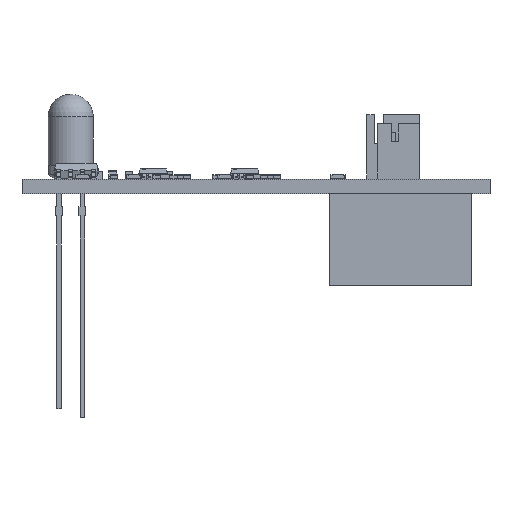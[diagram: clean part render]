
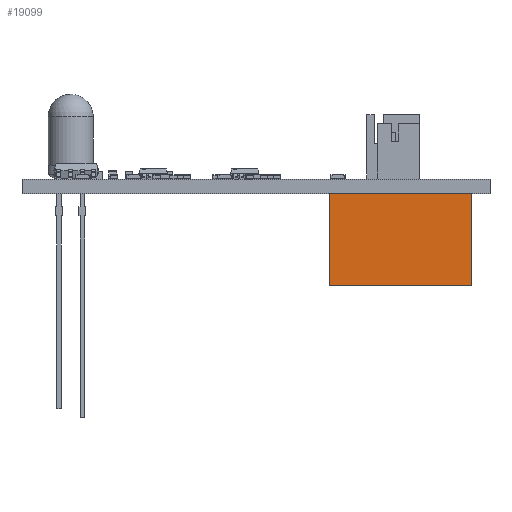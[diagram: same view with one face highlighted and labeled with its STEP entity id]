
A CAD part, front view. The second image highlights one B-rep face of the part: STEP entity #19099.
In plain terms, the highlighted planar face has unit normal (0, -1, 0).
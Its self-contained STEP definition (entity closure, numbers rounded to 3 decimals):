
#19001 = EDGE_CURVE('',#19002,#19004,#19006,.T.);
#19002 = VERTEX_POINT('',#19003);
#19003 = CARTESIAN_POINT('',(-7.747,-3.175,0.));
#19004 = VERTEX_POINT('',#19005);
#19005 = CARTESIAN_POINT('',(-7.747,-3.175,10.));
#19006 = LINE('',#19007,#19008);
#19007 = CARTESIAN_POINT('',(-7.747,-3.175,0.));
#19008 = VECTOR('',#19009,1.);
#19009 = DIRECTION('',(0.,0.,1.));
#19074 = VERTEX_POINT('',#19075);
#19075 = CARTESIAN_POINT('',(7.747,-3.175,10.));
#19081 = EDGE_CURVE('',#19082,#19074,#19084,.T.);
#19082 = VERTEX_POINT('',#19083);
#19083 = CARTESIAN_POINT('',(7.747,-3.175,0.));
#19084 = LINE('',#19085,#19086);
#19085 = CARTESIAN_POINT('',(7.747,-3.175,0.));
#19086 = VECTOR('',#19087,1.);
#19087 = DIRECTION('',(0.,0.,1.));
#19099 = ADVANCED_FACE('',(#19100),#19116,.T.);
#19100 = FACE_BOUND('',#19101,.T.);
#19101 = EDGE_LOOP('',(#19102,#19103,#19109,#19110));
#19102 = ORIENTED_EDGE('',*,*,#19081,.T.);
#19103 = ORIENTED_EDGE('',*,*,#19104,.T.);
#19104 = EDGE_CURVE('',#19074,#19004,#19105,.T.);
#19105 = LINE('',#19106,#19107);
#19106 = CARTESIAN_POINT('',(7.747,-3.175,10.));
#19107 = VECTOR('',#19108,1.);
#19108 = DIRECTION('',(-1.,0.,0.));
#19109 = ORIENTED_EDGE('',*,*,#19001,.F.);
#19110 = ORIENTED_EDGE('',*,*,#19111,.F.);
#19111 = EDGE_CURVE('',#19082,#19002,#19112,.T.);
#19112 = LINE('',#19113,#19114);
#19113 = CARTESIAN_POINT('',(7.747,-3.175,0.));
#19114 = VECTOR('',#19115,1.);
#19115 = DIRECTION('',(-1.,0.,0.));
#19116 = PLANE('',#19117);
#19117 = AXIS2_PLACEMENT_3D('',#19118,#19119,#19120);
#19118 = CARTESIAN_POINT('',(7.747,-3.175,0.));
#19119 = DIRECTION('',(0.,-1.,0.));
#19120 = DIRECTION('',(-1.,0.,0.));
